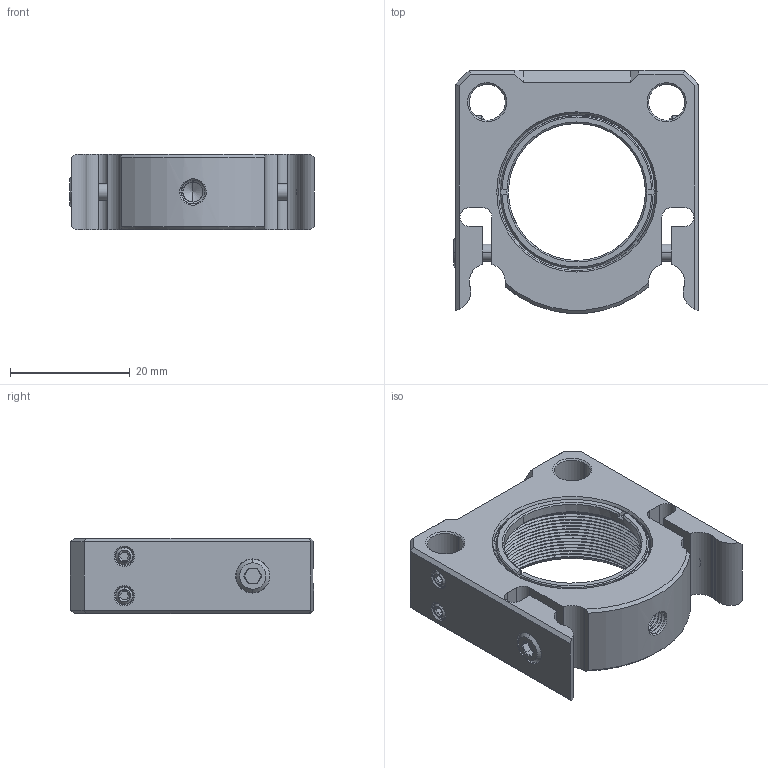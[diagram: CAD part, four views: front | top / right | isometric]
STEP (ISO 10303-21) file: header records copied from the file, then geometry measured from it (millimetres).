
FILE_DESCRIPTION((''),'2;1');
FILE_NAME('CSH-M1_ASM','2020-10-13T',('Administrator'),(''),'CREO PARAMETRIC BY PTC INC, 2015290','CREO PARAMETRIC BY PTC INC, 2015290','');
FILE_SCHEMA(('CONFIG_CONTROL_DESIGN'));
Products named in the file (5): CSH-M1_A1; M3X6_HM; CSH-M1_A2; M3X5_HSJ; CSH-M1_ASM
Assembly tree (8 placements, depth 2):
  CSH-M1_ASM
    CSH-M1_A1
    M3X6_HM  x2
    CSH-M1_A2
    M3X5_HSJ  x4
Bounding box: 40.94 x 40.64 x 12.7 mm (x, y, z)
Volume: 10940.4 mm3; surface area: 8159.7 mm2
Topology: 8 solids, 8 shells, 622 faces, 1615 edges, 1013 vertices
Faces by surface type: cylinder 243, plane 159, bspline 141, cone 75, torus 4
Entity records: 41463 total; most frequent: CARTESIAN_POINT 29735, ORIENTED_EDGE 2834, DIRECTION 1707, EDGE_CURVE 1417, VERTEX_POINT 905, B_SPLINE_CURVE_WITH_KNOTS 715, AXIS2_PLACEMENT_3D 598, EDGE_LOOP 570
